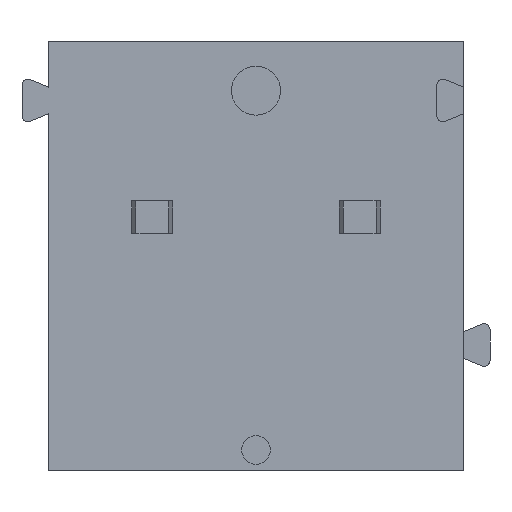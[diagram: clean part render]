
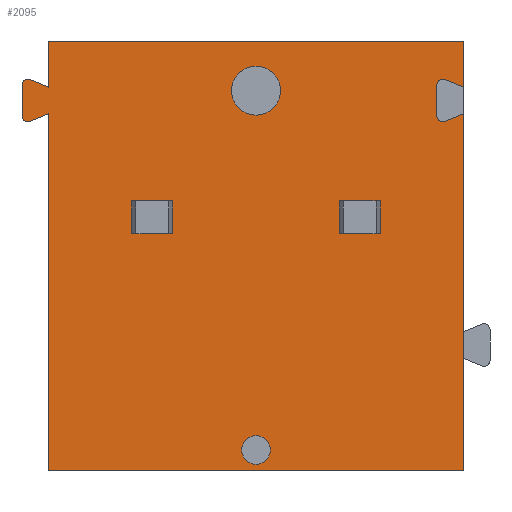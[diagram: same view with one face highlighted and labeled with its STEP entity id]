
A CAD part, front view. The second image highlights one B-rep face of the part: STEP entity #2095.
In plain terms, the highlighted planar face has unit normal (0, -1, 0).
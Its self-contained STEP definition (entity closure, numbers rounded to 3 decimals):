
#13=DIRECTION('',(0.,0.,-1.));
#14=VECTOR('',#13,1.115);
#15=CARTESIAN_POINT('',(0.,0.,10.5));
#16=LINE('',#15,#14);
#57=DIRECTION('',(0.923,0.,0.384));
#58=VECTOR('',#57,0.479);
#59=CARTESIAN_POINT('',(-10.602,0.,8.551));
#60=LINE('',#59,#58);
#61=CARTESIAN_POINT('',(-10.66,0.,8.69));
#62=DIRECTION('',(0.,-1.,0.));
#63=DIRECTION('',(-1.,0.,0.));
#64=AXIS2_PLACEMENT_3D('',#61,#62,#63);
#66=CARTESIAN_POINT('',(-10.66,0.,9.43));
#67=DIRECTION('',(0.,-1.,0.));
#68=DIRECTION('',(0.384,0.,0.923));
#69=AXIS2_PLACEMENT_3D('',#66,#67,#68);
#71=DIRECTION('',(-0.923,0.,0.384));
#72=VECTOR('',#71,0.479);
#73=CARTESIAN_POINT('',(-10.16,0.,9.385));
#74=LINE('',#73,#72);
#75=DIRECTION('',(1.,0.,0.));
#76=VECTOR('',#75,10.16);
#77=CARTESIAN_POINT('',(-10.16,0.,10.5));
#78=LINE('',#77,#76);
#79=DIRECTION('',(-0.923,0.,0.384));
#80=VECTOR('',#79,0.479);
#81=CARTESIAN_POINT('',(0.,0.,9.385));
#82=LINE('',#81,#80);
#83=CARTESIAN_POINT('',(-0.5,0.,9.43));
#84=DIRECTION('',(0.,-1.,0.));
#85=DIRECTION('',(0.384,0.,0.923));
#86=AXIS2_PLACEMENT_3D('',#83,#84,#85);
#88=DIRECTION('',(0.,0.,-1.));
#89=VECTOR('',#88,0.741);
#90=CARTESIAN_POINT('',(-0.65,0.,9.43));
#91=LINE('',#90,#89);
#92=CARTESIAN_POINT('',(-0.5,0.,8.69));
#93=DIRECTION('',(0.,-1.,0.));
#94=DIRECTION('',(-1.,0.,0.));
#95=AXIS2_PLACEMENT_3D('',#92,#93,#94);
#97=DIRECTION('',(0.923,0.,0.384));
#98=VECTOR('',#97,0.479);
#99=CARTESIAN_POINT('',(-0.442,0.,8.551));
#100=LINE('',#99,#98);
#101=DIRECTION('',(0.,0.,-1.));
#102=VECTOR('',#101,8.735);
#103=CARTESIAN_POINT('',(0.,0.,8.735));
#104=LINE('',#103,#102);
#105=CARTESIAN_POINT('',(-5.08,0.,0.5));
#106=DIRECTION('',(0.,-1.,0.));
#107=DIRECTION('',(1.,0.,0.));
#108=AXIS2_PLACEMENT_3D('',#105,#106,#107);
#110=CARTESIAN_POINT('',(-5.08,0.,0.5));
#111=DIRECTION('',(0.,-1.,0.));
#112=DIRECTION('',(-1.,0.,0.));
#113=AXIS2_PLACEMENT_3D('',#110,#111,#112);
#115=CARTESIAN_POINT('',(-5.08,0.,9.3));
#116=DIRECTION('',(0.,-1.,0.));
#117=DIRECTION('',(1.,0.,0.));
#118=AXIS2_PLACEMENT_3D('',#115,#116,#117);
#120=CARTESIAN_POINT('',(-5.08,0.,9.3));
#121=DIRECTION('',(0.,-1.,0.));
#122=DIRECTION('',(-1.,0.,0.));
#123=AXIS2_PLACEMENT_3D('',#120,#121,#122);
#125=DIRECTION('',(1.,0.,0.));
#126=VECTOR('',#125,1.);
#127=CARTESIAN_POINT('',(-8.12,0.,6.6));
#128=LINE('',#127,#126);
#145=DIRECTION('',(0.,0.,-1.));
#146=VECTOR('',#145,0.8);
#147=CARTESIAN_POINT('',(-7.12,0.,6.6));
#148=LINE('',#147,#146);
#153=DIRECTION('',(1.,0.,0.));
#154=VECTOR('',#153,1.);
#155=CARTESIAN_POINT('',(-8.12,0.,5.8));
#156=LINE('',#155,#154);
#177=DIRECTION('',(0.,0.,-1.));
#178=VECTOR('',#177,0.8);
#179=CARTESIAN_POINT('',(-8.12,0.,6.6));
#180=LINE('',#179,#178);
#197=DIRECTION('',(1.,0.,0.));
#198=VECTOR('',#197,1.);
#199=CARTESIAN_POINT('',(-3.04,0.,6.6));
#200=LINE('',#199,#198);
#217=DIRECTION('',(0.,0.,-1.));
#218=VECTOR('',#217,0.8);
#219=CARTESIAN_POINT('',(-2.04,0.,6.6));
#220=LINE('',#219,#218);
#225=DIRECTION('',(1.,0.,0.));
#226=VECTOR('',#225,1.);
#227=CARTESIAN_POINT('',(-3.04,0.,5.8));
#228=LINE('',#227,#226);
#249=DIRECTION('',(0.,0.,-1.));
#250=VECTOR('',#249,0.8);
#251=CARTESIAN_POINT('',(-3.04,0.,6.6));
#252=LINE('',#251,#250);
#269=DIRECTION('',(0.,0.,-1.));
#270=VECTOR('',#269,1.115);
#271=CARTESIAN_POINT('',(-10.16,0.,10.5));
#272=LINE('',#271,#270);
#285=DIRECTION('',(0.,0.,-1.));
#286=VECTOR('',#285,8.735);
#287=CARTESIAN_POINT('',(-10.16,0.,8.735));
#288=LINE('',#287,#286);
#333=DIRECTION('',(0.,0.,-1.));
#334=VECTOR('',#333,0.741);
#335=CARTESIAN_POINT('',(-10.81,0.,9.43));
#336=LINE('',#335,#334);
#371=DIRECTION('',(1.,0.,0.));
#372=VECTOR('',#371,10.16);
#373=CARTESIAN_POINT('',(-10.16,0.,0.));
#374=LINE('',#373,#372);
#1573=CARTESIAN_POINT('',(0.,0.,10.5));
#1574=VERTEX_POINT('',#1573);
#1712=CARTESIAN_POINT('',(0.,0.,9.385));
#1713=VERTEX_POINT('',#1712);
#1714=CARTESIAN_POINT('',(0.,0.,8.735));
#1715=VERTEX_POINT('',#1714);
#1716=CARTESIAN_POINT('',(-0.442,0.,9.569));
#1717=VERTEX_POINT('',#1716);
#1718=CARTESIAN_POINT('',(-0.65,0.,9.43));
#1719=VERTEX_POINT('',#1718);
#1720=CARTESIAN_POINT('',(-0.65,0.,8.69));
#1721=VERTEX_POINT('',#1720);
#1722=CARTESIAN_POINT('',(-0.442,0.,8.551));
#1723=VERTEX_POINT('',#1722);
#1860=CARTESIAN_POINT('',(-10.602,0.,9.569));
#1862=VERTEX_POINT('',#1860);
#1864=CARTESIAN_POINT('',(-10.602,0.,8.551));
#1866=VERTEX_POINT('',#1864);
#1872=CARTESIAN_POINT('',(-10.81,0.,9.43));
#1873=CARTESIAN_POINT('',(-10.81,0.,8.69));
#1874=VERTEX_POINT('',#1872);
#1875=VERTEX_POINT('',#1873);
#1904=CARTESIAN_POINT('',(-10.16,0.,0.));
#1905=CARTESIAN_POINT('',(0.,0.,0.));
#1906=VERTEX_POINT('',#1904);
#1907=VERTEX_POINT('',#1905);
#1908=CARTESIAN_POINT('',(-10.16,0.,10.5));
#1909=CARTESIAN_POINT('',(-10.16,0.,9.385));
#1910=VERTEX_POINT('',#1908);
#1911=VERTEX_POINT('',#1909);
#1912=CARTESIAN_POINT('',(-10.16,0.,8.735));
#1913=VERTEX_POINT('',#1912);
#1922=CARTESIAN_POINT('',(-4.73,0.,0.5));
#1923=CARTESIAN_POINT('',(-5.43,0.,0.5));
#1924=VERTEX_POINT('',#1922);
#1925=VERTEX_POINT('',#1923);
#1926=CARTESIAN_POINT('',(-4.48,0.,9.3));
#1927=CARTESIAN_POINT('',(-5.68,0.,9.3));
#1928=VERTEX_POINT('',#1926);
#1929=VERTEX_POINT('',#1927);
#1946=CARTESIAN_POINT('',(-3.04,0.,6.6));
#1947=CARTESIAN_POINT('',(-2.04,0.,6.6));
#1948=VERTEX_POINT('',#1946);
#1949=VERTEX_POINT('',#1947);
#1950=CARTESIAN_POINT('',(-3.04,0.,5.8));
#1951=CARTESIAN_POINT('',(-2.04,0.,5.8));
#1952=VERTEX_POINT('',#1950);
#1953=VERTEX_POINT('',#1951);
#1974=CARTESIAN_POINT('',(-8.12,0.,6.6));
#1975=CARTESIAN_POINT('',(-7.12,0.,6.6));
#1976=VERTEX_POINT('',#1974);
#1977=VERTEX_POINT('',#1975);
#1978=CARTESIAN_POINT('',(-8.12,0.,5.8));
#1979=CARTESIAN_POINT('',(-7.12,0.,5.8));
#1980=VERTEX_POINT('',#1978);
#1981=VERTEX_POINT('',#1979);
#2026=CARTESIAN_POINT('',(0.,0.,10.5));
#2027=DIRECTION('',(0.,-1.,0.));
#2028=DIRECTION('',(0.,0.,-1.));
#2029=AXIS2_PLACEMENT_3D('',#2026,#2027,#2028);
#2030=PLANE('',#2029);
#2032=ORIENTED_EDGE('',*,*,#2031,.F.);
#2034=ORIENTED_EDGE('',*,*,#2033,.F.);
#2036=ORIENTED_EDGE('',*,*,#2035,.F.);
#2038=ORIENTED_EDGE('',*,*,#2037,.F.);
#2040=ORIENTED_EDGE('',*,*,#2039,.F.);
#2042=ORIENTED_EDGE('',*,*,#2041,.F.);
#2044=ORIENTED_EDGE('',*,*,#2043,.F.);
#2046=ORIENTED_EDGE('',*,*,#2045,.T.);
#2047=ORIENTED_EDGE('',*,*,#1999,.T.);
#2049=ORIENTED_EDGE('',*,*,#2048,.T.);
#2051=ORIENTED_EDGE('',*,*,#2050,.T.);
#2053=ORIENTED_EDGE('',*,*,#2052,.T.);
#2055=ORIENTED_EDGE('',*,*,#2054,.T.);
#2057=ORIENTED_EDGE('',*,*,#2056,.T.);
#2058=ORIENTED_EDGE('',*,*,#1991,.T.);
#2060=ORIENTED_EDGE('',*,*,#2059,.F.);
#2061=EDGE_LOOP('',(#2032,#2034,#2036,#2038,#2040,#2042,#2044,#2046,#2047,#2049,
#2051,#2053,#2055,#2057,#2058,#2060));
#2062=FACE_OUTER_BOUND('',#2061,.F.);
#2064=ORIENTED_EDGE('',*,*,#2063,.F.);
#2066=ORIENTED_EDGE('',*,*,#2065,.T.);
#2068=ORIENTED_EDGE('',*,*,#2067,.T.);
#2070=ORIENTED_EDGE('',*,*,#2069,.F.);
#2071=EDGE_LOOP('',(#2064,#2066,#2068,#2070));
#2072=FACE_BOUND('',#2071,.F.);
#2074=ORIENTED_EDGE('',*,*,#2073,.F.);
#2076=ORIENTED_EDGE('',*,*,#2075,.T.);
#2078=ORIENTED_EDGE('',*,*,#2077,.T.);
#2080=ORIENTED_EDGE('',*,*,#2079,.F.);
#2081=EDGE_LOOP('',(#2074,#2076,#2078,#2080));
#2082=FACE_BOUND('',#2081,.F.);
#2084=ORIENTED_EDGE('',*,*,#2083,.T.);
#2086=ORIENTED_EDGE('',*,*,#2085,.T.);
#2087=EDGE_LOOP('',(#2084,#2086));
#2088=FACE_BOUND('',#2087,.F.);
#2090=ORIENTED_EDGE('',*,*,#2089,.T.);
#2092=ORIENTED_EDGE('',*,*,#2091,.T.);
#2093=EDGE_LOOP('',(#2090,#2092));
#2094=FACE_BOUND('',#2093,.F.);
#2095=ADVANCED_FACE('',(#2062,#2072,#2082,#2088,#2094),#2030,.T.);
#65=CIRCLE('',#64,0.15);
#70=CIRCLE('',#69,0.15);
#87=CIRCLE('',#86,0.15);
#96=CIRCLE('',#95,0.15);
#109=CIRCLE('',#108,0.35);
#114=CIRCLE('',#113,0.35);
#119=CIRCLE('',#118,0.6);
#124=CIRCLE('',#123,0.6);
#1991=EDGE_CURVE('',#1715,#1907,#104,.T.);
#1999=EDGE_CURVE('',#1574,#1713,#16,.T.);
#2031=EDGE_CURVE('',#1913,#1906,#288,.T.);
#2033=EDGE_CURVE('',#1866,#1913,#60,.T.);
#2035=EDGE_CURVE('',#1875,#1866,#65,.T.);
#2037=EDGE_CURVE('',#1874,#1875,#336,.T.);
#2039=EDGE_CURVE('',#1862,#1874,#70,.T.);
#2041=EDGE_CURVE('',#1911,#1862,#74,.T.);
#2043=EDGE_CURVE('',#1910,#1911,#272,.T.);
#2045=EDGE_CURVE('',#1910,#1574,#78,.T.);
#2048=EDGE_CURVE('',#1713,#1717,#82,.T.);
#2050=EDGE_CURVE('',#1717,#1719,#87,.T.);
#2052=EDGE_CURVE('',#1719,#1721,#91,.T.);
#2054=EDGE_CURVE('',#1721,#1723,#96,.T.);
#2056=EDGE_CURVE('',#1723,#1715,#100,.T.);
#2059=EDGE_CURVE('',#1906,#1907,#374,.T.);
#2063=EDGE_CURVE('',#1948,#1949,#200,.T.);
#2065=EDGE_CURVE('',#1948,#1952,#252,.T.);
#2067=EDGE_CURVE('',#1952,#1953,#228,.T.);
#2069=EDGE_CURVE('',#1949,#1953,#220,.T.);
#2073=EDGE_CURVE('',#1976,#1977,#128,.T.);
#2075=EDGE_CURVE('',#1976,#1980,#180,.T.);
#2077=EDGE_CURVE('',#1980,#1981,#156,.T.);
#2079=EDGE_CURVE('',#1977,#1981,#148,.T.);
#2083=EDGE_CURVE('',#1924,#1925,#109,.T.);
#2085=EDGE_CURVE('',#1925,#1924,#114,.T.);
#2089=EDGE_CURVE('',#1928,#1929,#119,.T.);
#2091=EDGE_CURVE('',#1929,#1928,#124,.T.);
